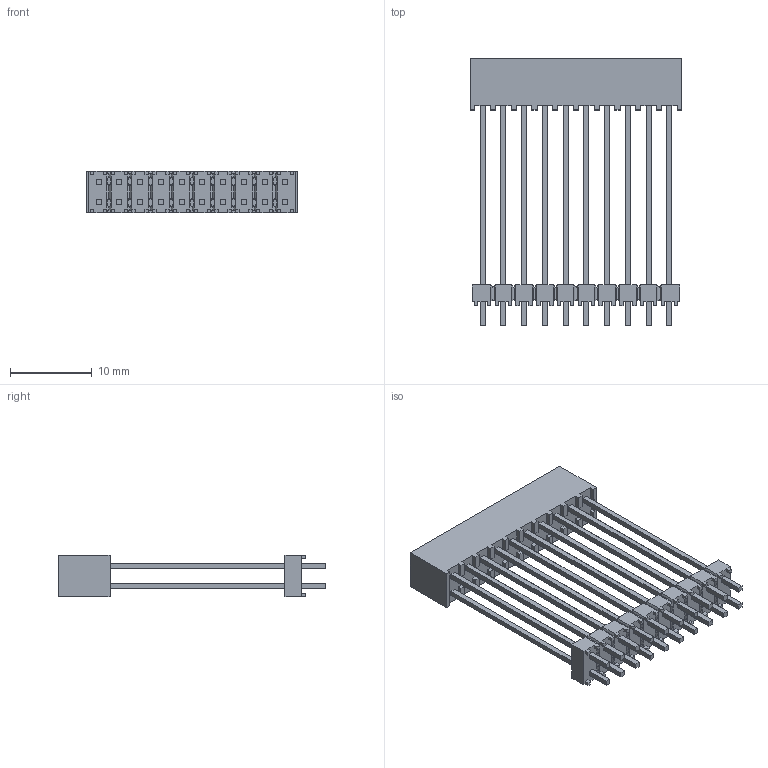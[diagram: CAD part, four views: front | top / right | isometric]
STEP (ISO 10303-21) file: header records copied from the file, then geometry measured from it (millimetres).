
FILE_DESCRIPTION( ( 'STEP AP214' ), '1' );
FILE_NAME( 'IPT1-110-09-L-D.stp', '2020-09-08T20:17:46', ( 'License CC BY-ND 4.0' ), ( 'CADENAS' ), ' ', 'PARTsolutions', ' ' );
FILE_SCHEMA( ( 'AUTOMOTIVE_DESIGN { 1 0 10303 214 1 1 1 1 }' ) );
Length unit declared in the file: inch
Products named in the file (4): IPT1-110-09-L-D; _IPT1-110-09-L-D_terminal; _HTSW-110-05-G-D_body; _IPT1-110-09-D_pin
Assembly tree (3 placements, depth 2):
  IPT1-110-09-L-D
    _IPT1-110-09-L-D_terminal
    _HTSW-110-05-G-D_body
    _IPT1-110-09-D_pin
Bounding box: 25.91 x 32.77 x 5.08 mm (x, y, z)
Volume: 973.6 mm3; surface area: 3753.9 mm2
Topology: 3 solids, 3 shells, 996 faces, 2766 edges, 1760 vertices
Faces by surface type: plane 976, cone 20
Entity records: 39144 total; most frequent: ORIENTED_EDGE 5532, CARTESIAN_POINT 5526, DIRECTION 4806, EDGE_CURVE 2766, LINE 2726, VECTOR 2726, VERTEX_POINT 1760, EDGE_LOOP 1096
